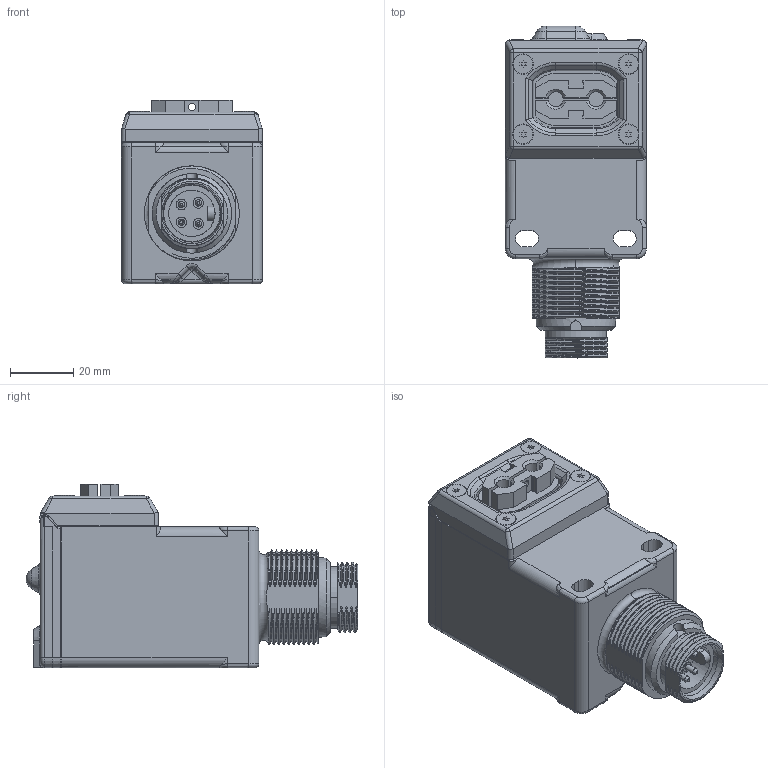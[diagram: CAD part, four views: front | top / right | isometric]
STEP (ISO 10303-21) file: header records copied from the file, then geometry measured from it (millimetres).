
FILE_DESCRIPTION((''),'2;1');
FILE_NAME('156705_SM01_ASM','2022-11-07T09:57:11',('PDMAdmin'),('BANNER ENGINEERING'),'CREO PARAMETRIC BY PTC INC, 2019292','CREO PARAMETRIC BY PTC INC, 2019292','');
FILE_SCHEMA(('CONFIG_CONTROL_DESIGN'));
Length unit declared in the file: millimetre
Products named in the file (2): 156705_EP01; 156705_SM01_ASM
Assembly tree (1 placements, depth 2):
  156705_SM01_ASM
    156705_EP01
Bounding box: 44.57 x 104.65 x 57.94 mm (x, y, z)
Volume: 159455.1 mm3; surface area: 30419.3 mm2
Topology: 1 solids, 1 shells, 875 faces, 2348 edges, 1489 vertices
Faces by surface type: plane 366, cylinder 230, bspline 165, cone 66, torus 35, sphere 13
Entity records: 40799 total; most frequent: CARTESIAN_POINT 20191, ORIENTED_EDGE 4680, DIRECTION 3681, EDGE_CURVE 2340, VERTEX_POINT 1489, VECTOR 1313, LINE 1313, AXIS2_PLACEMENT_3D 1184
